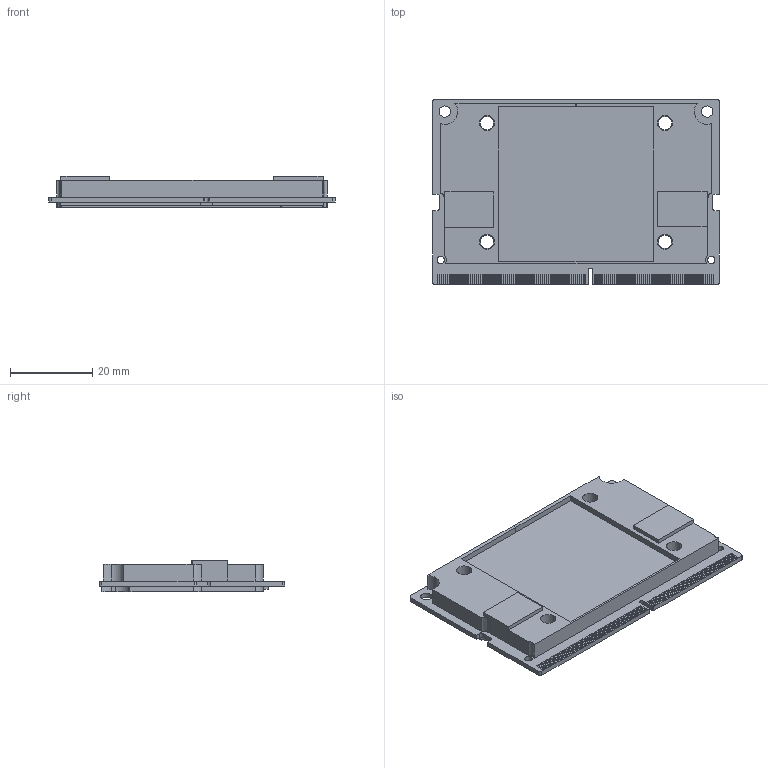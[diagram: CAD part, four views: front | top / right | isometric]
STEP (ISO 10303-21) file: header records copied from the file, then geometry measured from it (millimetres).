
FILE_DESCRIPTION((''),'2;1');
FILE_NAME('P3767-WITH-COOLING-SOLN-04-27-2_ASM','2022-04-27T14:19:47',('cgalutera'),(''),'CREO PARAMETRIC BY PTC INC, 2020281','CREO PARAMETRIC BY PTC INC, 2020281','');
FILE_SCHEMA(('CONFIG_CONTROL_DESIGN','GEOMETRIC_VALIDATION_PROPERTIES_MIM'));
Length unit declared in the file: millimetre
Products named in the file (266): GROGU_MODULE_BOARD_ME_1; 080-1655-000_3_1_1; 080-1655-000_3_1_2; 080-1655-000_3_1_3; 080-1655-000_3_1_4; 080-1655-000_3_1_5; 080-1655-000_3_1_6; 080-1655-000_3_1_7; 080-1655-000_3_1_8; 080-1655-000_3_1_9; 080-1655-000_3_1_10; 080-1655-000_3_1_11; 080-1655-000_3_1_12; 080-1655-000_3_1_13; 080-1655-000_3_1_14; 080-1655-000_3_1_15; 080-1655-000_3_1_16; 080-1655-000_3_1_17; 080-1655-000_3_1_18; 080-1655-000_3_1_19; 080-1655-000_3_1_20; 080-1655-000_3_1_21; 080-1655-000_3_1_22; 080-1655-000_3_1_23; 080-1655-000_3_1_24; 080-1655-000_3_1_25; 080-1655-000_3_1_26; 080-1655-000_3_1_27; 080-1655-000_3_1_28; 080-1655-000_3_1_29; 080-1655-000_3_1_30; 080-1655-000_3_1_31; 080-1655-000_3_1_32; 080-1655-000_3_1_33; 080-1655-000_3_1_34; 080-1655-000_3_1_35; 080-1655-000_3_1_36; 080-1655-000_3_1_37; 080-1655-000_3_1_38; 080-1655-000_3_1_39 ...
Assembly tree (265 placements, depth 6):
  P3767-WITH-COOLING-SOLN-04-27-2_ASM
    000_GROGU_TLA_ASM_1_ASM
      P3767_ASM_1_ASM
        P3767-GROGU_ASM_1_ASM
          GROGU_MODULE_BOARD_ME_1
          080-1655-000_3_1_ASM
            080-1655-000_3_1_1
            080-1655-000_3_1_2
            080-1655-000_3_1_3
            080-1655-000_3_1_4
            080-1655-000_3_1_5
            080-1655-000_3_1_6
            080-1655-000_3_1_7
            080-1655-000_3_1_8
            080-1655-000_3_1_9
            080-1655-000_3_1_10
            080-1655-000_3_1_11
            080-1655-000_3_1_12
            080-1655-000_3_1_13
            080-1655-000_3_1_14
            080-1655-000_3_1_15
            080-1655-000_3_1_16
            080-1655-000_3_1_17
            080-1655-000_3_1_18
            080-1655-000_3_1_19
            080-1655-000_3_1_20
            080-1655-000_3_1_21
            080-1655-000_3_1_22
            080-1655-000_3_1_23
            080-1655-000_3_1_24
            080-1655-000_3_1_25
            080-1655-000_3_1_26
            080-1655-000_3_1_27
            080-1655-000_3_1_28
            080-1655-000_3_1_29
            080-1655-000_3_1_30
            080-1655-000_3_1_31
            080-1655-000_3_1_32
            080-1655-000_3_1_33
            080-1655-000_3_1_34
            080-1655-000_3_1_35
            080-1655-000_3_1_36
            080-1655-000_3_1_37
            080-1655-000_3_1_38
            080-1655-000_3_1_39
            080-1655-000_3_1_40
            080-1655-000_3_1_41
            080-1655-000_3_1_42
            080-1655-000_3_1_43
            080-1655-000_3_1_44
            080-1655-000_3_1_45
            080-1655-000_3_1_46
            080-1655-000_3_1_47
            080-1655-000_3_1_48
            080-1655-000_3_1_49
            080-1655-000_3_1_50
            080-1655-000_3_1_51
            080-1655-000_3_1_52
            080-1655-000_3_1_53
            080-1655-000_3_1_54
Bounding box: 69.6 x 45 x 7.68 mm (x, y, z)
Volume: 3682.1 mm3; surface area: 19168.1 mm2
Topology: 261 solids, 267 shells, 1716 faces, 3573 edges, 2391 vertices
Faces by surface type: plane 1660, cylinder 52, extrusion 4
Entity records: 63446 total; most frequent: CARTESIAN_POINT 9327, DIRECTION 8722, ORIENTED_EDGE 7146, EDGE_CURVE 3573, VECTOR 3438, LINE 3434, AXIS2_PLACEMENT_3D 2642, VERTEX_POINT 2391
